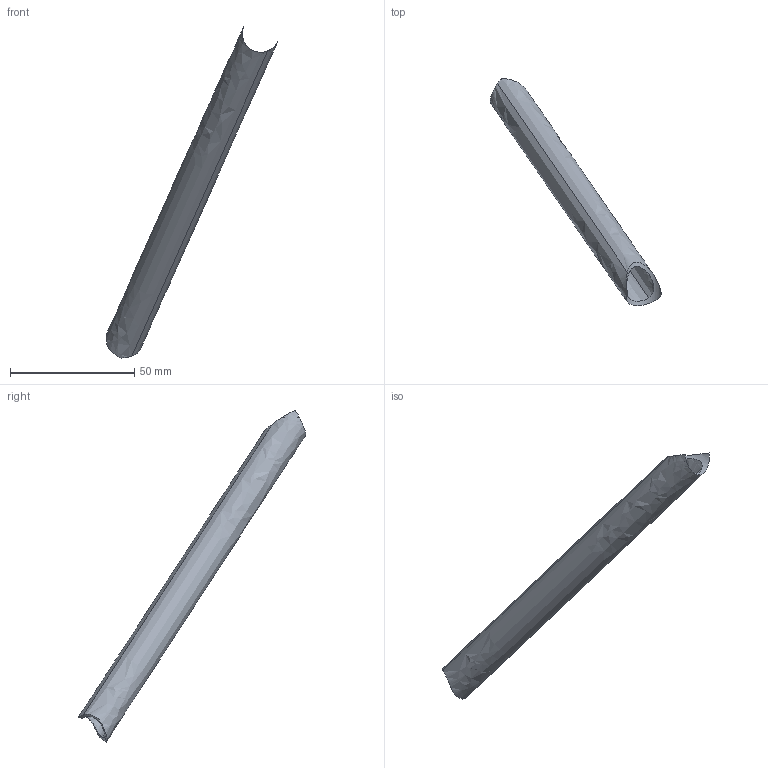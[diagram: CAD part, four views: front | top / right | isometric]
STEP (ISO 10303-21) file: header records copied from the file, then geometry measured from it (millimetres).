
FILE_DESCRIPTION(('CATIA V5 STEP Exchange'),'2;1');
FILE_NAME('41.stp','2018-12-01T18:12:01+00:00',('none'),('none'),'CATIA Version 5 Release 19 SP 2 (IN-10)','CATIA V5 STEP AP203','none');
FILE_SCHEMA(('CONFIG_CONTROL_DESIGN'));
Length unit declared in the file: millimetre
Products named in the file (1): Shape_785
Bounding box: 69.03 x 91.41 x 133.37 mm (x, y, z)
Volume: 9615.4 mm3; surface area: 13027 mm2
Topology: 1 solids, 1 shells, 12 faces, 35 edges, 24 vertices
Faces by surface type: cylinder 7, bspline 4, plane 1
Entity records: 722 total; most frequent: CARTESIAN_POINT 451, ORIENTED_EDGE 70, EDGE_CURVE 35, B_SPLINE_CURVE_WITH_KNOTS 29, VERTEX_POINT 24, EDGE_LOOP 13, DIRECTION 12, ADVANCED_FACE 12
